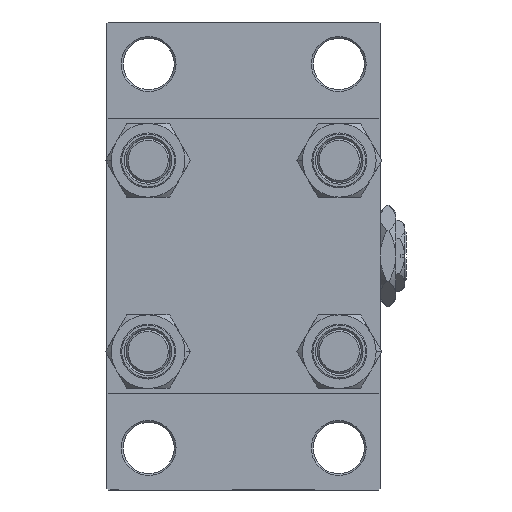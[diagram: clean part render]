
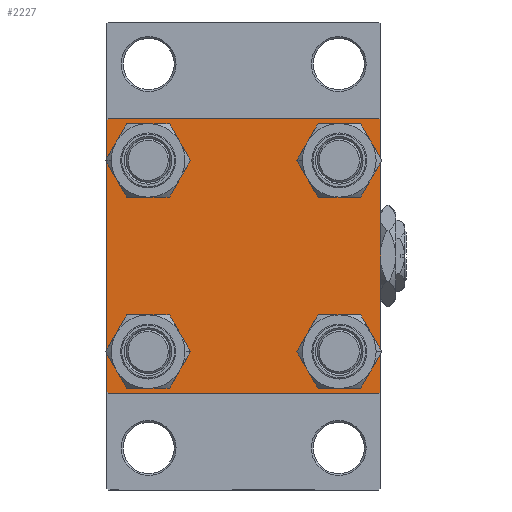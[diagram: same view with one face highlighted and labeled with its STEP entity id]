
A CAD part, left-side view. The second image highlights one B-rep face of the part: STEP entity #2227.
In plain terms, the highlighted planar face has unit normal (-1, 0, 0).
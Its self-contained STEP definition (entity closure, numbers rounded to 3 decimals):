
#456 = VERTEX_POINT ( 'NONE', #3631 ) ;
#484 = ORIENTED_EDGE ( 'NONE', *, *, #31324, .T. ) ;
#764 = EDGE_CURVE ( 'NONE', #7256, #45429, #34396, .T. ) ;
#1050 = CARTESIAN_POINT ( 'NONE',  ( 0., 26.15, 26.15 ) ) ;
#1129 = AXIS2_PLACEMENT_3D ( 'NONE', #8424, #31650, #39254 ) ;
#1433 = EDGE_CURVE ( 'NONE', #46042, #2630, #11660, .T. ) ;
#1443 = CIRCLE ( 'NONE', #40174, 6.5 ) ;
#1638 = DIRECTION ( 'NONE',  ( 0., -1., 0. ) ) ;
#2027 = LINE ( 'NONE', #13884, #18511 ) ;
#2227 = ADVANCED_FACE ( 'NONE', ( #37603, #10301, #25945, #38337, #41372 ), #25686, .T. ) ;
#2326 = ORIENTED_EDGE ( 'NONE', *, *, #12886, .T. ) ;
#2630 = VERTEX_POINT ( 'NONE', #37957 ) ;
#2719 = DIRECTION ( 'NONE',  ( 0., 0., 1. ) ) ;
#3376 = DIRECTION ( 'NONE',  ( 0., -1., 0. ) ) ;
#3497 = CARTESIAN_POINT ( 'NONE',  ( 0., 37., -37.5 ) ) ;
#3631 = CARTESIAN_POINT ( 'NONE',  ( 0., 26.15, -19.65 ) ) ;
#3762 = EDGE_CURVE ( 'NONE', #456, #9853, #44683, .T. ) ;
#3776 = CARTESIAN_POINT ( 'NONE',  ( 0., 26.15, 26.15 ) ) ;
#4406 = AXIS2_PLACEMENT_3D ( 'NONE', #26311, #38455, #49319 ) ;
#5039 = ORIENTED_EDGE ( 'NONE', *, *, #43331, .F. ) ;
#5845 = CARTESIAN_POINT ( 'NONE',  ( 0., 37.25, -37.25 ) ) ;
#6830 = ORIENTED_EDGE ( 'NONE', *, *, #46069, .T. ) ;
#7256 = VERTEX_POINT ( 'NONE', #39991 ) ;
#8424 = CARTESIAN_POINT ( 'NONE',  ( 0., 26.15, -26.15 ) ) ;
#8798 = AXIS2_PLACEMENT_3D ( 'NONE', #3776, #26982, #34834 ) ;
#8962 = CARTESIAN_POINT ( 'NONE',  ( 0., -37., 37.5 ) ) ;
#9613 = DIRECTION ( 'NONE',  ( 0., 0.707, 0.707 ) ) ;
#9754 = ORIENTED_EDGE ( 'NONE', *, *, #33250, .T. ) ;
#9824 = EDGE_LOOP ( 'NONE', ( #484, #2326, #15433, #28080, #5039, #18351, #9925, #49766 ) ) ;
#9853 = VERTEX_POINT ( 'NONE', #37401 ) ;
#9925 = ORIENTED_EDGE ( 'NONE', *, *, #38521, .F. ) ;
#10301 = FACE_BOUND ( 'NONE', #29425, .T. ) ;
#10350 = CARTESIAN_POINT ( 'NONE',  ( 0., -26.15, -26.15 ) ) ;
#10754 = CARTESIAN_POINT ( 'NONE',  ( 0., -26.15, 32.65 ) ) ;
#11327 = VERTEX_POINT ( 'NONE', #13338 ) ;
#11660 = CIRCLE ( 'NONE', #4406, 6.5 ) ;
#12366 = ORIENTED_EDGE ( 'NONE', *, *, #3762, .T. ) ;
#12886 = EDGE_CURVE ( 'NONE', #39164, #12955, #35675, .T. ) ;
#12955 = VERTEX_POINT ( 'NONE', #3497 ) ;
#13234 = VECTOR ( 'NONE', #15197, 1000. ) ;
#13295 = AXIS2_PLACEMENT_3D ( 'NONE', #47220, #35363, #20193 ) ;
#13338 = CARTESIAN_POINT ( 'NONE',  ( 0., 37., 37.5 ) ) ;
#13442 = VECTOR ( 'NONE', #49577, 1000. ) ;
#13486 = CARTESIAN_POINT ( 'NONE',  ( 0., -26.15, 19.65 ) ) ;
#13884 = CARTESIAN_POINT ( 'NONE',  ( 0., -37.25, 37.25 ) ) ;
#14807 = VERTEX_POINT ( 'NONE', #27177 ) ;
#15197 = DIRECTION ( 'NONE',  ( 0., -0.707, 0.707 ) ) ;
#15433 = ORIENTED_EDGE ( 'NONE', *, *, #25695, .T. ) ;
#15530 = ORIENTED_EDGE ( 'NONE', *, *, #36225, .T. ) ;
#16527 = AXIS2_PLACEMENT_3D ( 'NONE', #21906, #37853, #2719 ) ;
#18174 = DIRECTION ( 'NONE',  ( 1., 0., 0. ) ) ;
#18351 = ORIENTED_EDGE ( 'NONE', *, *, #36062, .T. ) ;
#18511 = VECTOR ( 'NONE', #9613, 1000. ) ;
#20193 = DIRECTION ( 'NONE',  ( 0., 0., 1. ) ) ;
#20331 = CARTESIAN_POINT ( 'NONE',  ( 0., 37.5, -37.5 ) ) ;
#20829 = LINE ( 'NONE', #20331, #28561 ) ;
#21906 = CARTESIAN_POINT ( 'NONE',  ( 0., 0., 0. ) ) ;
#21912 = CARTESIAN_POINT ( 'NONE',  ( 0., -37.5, 37.5 ) ) ;
#21930 = ORIENTED_EDGE ( 'NONE', *, *, #47864, .T. ) ;
#22025 = DIRECTION ( 'NONE',  ( 1., 0., 0. ) ) ;
#22107 = DIRECTION ( 'NONE',  ( 0., 0.707, -0.707 ) ) ;
#22161 = LINE ( 'NONE', #21912, #37191 ) ;
#22662 = DIRECTION ( 'NONE',  ( 0., 0., -1. ) ) ;
#23780 = CIRCLE ( 'NONE', #47197, 6.5 ) ;
#24038 = DIRECTION ( 'NONE',  ( 0., -0.707, -0.707 ) ) ;
#24366 = ORIENTED_EDGE ( 'NONE', *, *, #26467, .T. ) ;
#24406 = CARTESIAN_POINT ( 'NONE',  ( 0., 37.5, -37. ) ) ;
#24714 = LINE ( 'NONE', #37558, #40103 ) ;
#25632 = VECTOR ( 'NONE', #24038, 1000. ) ;
#25686 = PLANE ( 'NONE',  #16527 ) ;
#25695 = EDGE_CURVE ( 'NONE', #12955, #7256, #20829, .T. ) ;
#25740 = DIRECTION ( 'NONE',  ( 0., 0., 1. ) ) ;
#25945 = FACE_BOUND ( 'NONE', #45887, .T. ) ;
#26311 = CARTESIAN_POINT ( 'NONE',  ( 0., -26.15, -26.15 ) ) ;
#26345 = CARTESIAN_POINT ( 'NONE',  ( 0., 37.5, 37.5 ) ) ;
#26467 = EDGE_CURVE ( 'NONE', #14807, #36381, #48792, .T. ) ;
#26815 = LINE ( 'NONE', #38475, #13442 ) ;
#26827 = LINE ( 'NONE', #26345, #37819 ) ;
#26982 = DIRECTION ( 'NONE',  ( 1., 0., 0. ) ) ;
#27177 = CARTESIAN_POINT ( 'NONE',  ( 0., 26.15, 19.65 ) ) ;
#27340 = CARTESIAN_POINT ( 'NONE',  ( 0., -37.5, -37. ) ) ;
#27578 = EDGE_CURVE ( 'NONE', #42417, #44498, #27813, .T. ) ;
#27710 = ORIENTED_EDGE ( 'NONE', *, *, #27578, .T. ) ;
#27813 = CIRCLE ( 'NONE', #13295, 6.5 ) ;
#28080 = ORIENTED_EDGE ( 'NONE', *, *, #764, .T. ) ;
#28561 = VECTOR ( 'NONE', #1638, 1000. ) ;
#29067 = DIRECTION ( 'NONE',  ( 0., 0., 1. ) ) ;
#29417 = EDGE_LOOP ( 'NONE', ( #15530, #24366 ) ) ;
#29425 = EDGE_LOOP ( 'NONE', ( #46050, #6830 ) ) ;
#30077 = CARTESIAN_POINT ( 'NONE',  ( 0., 26.15, -26.15 ) ) ;
#30419 = CARTESIAN_POINT ( 'NONE',  ( 0., 26.15, 32.65 ) ) ;
#31324 = EDGE_CURVE ( 'NONE', #44927, #39164, #26815, .T. ) ;
#31650 = DIRECTION ( 'NONE',  ( 1., 0., 0. ) ) ;
#31848 = DIRECTION ( 'NONE',  ( 0., 0., 1. ) ) ;
#31852 = EDGE_CURVE ( 'NONE', #11327, #44927, #24714, .T. ) ;
#32513 = CIRCLE ( 'NONE', #47051, 6.5 ) ;
#33250 = EDGE_CURVE ( 'NONE', #9853, #456, #1443, .T. ) ;
#33371 = DIRECTION ( 'NONE',  ( 1., 0., 0. ) ) ;
#33398 = CARTESIAN_POINT ( 'NONE',  ( 0., -26.15, 26.15 ) ) ;
#33920 = DIRECTION ( 'NONE',  ( 0., 0., 1. ) ) ;
#34396 = LINE ( 'NONE', #49802, #13234 ) ;
#34834 = DIRECTION ( 'NONE',  ( 0., 0., 1. ) ) ;
#35363 = DIRECTION ( 'NONE',  ( 1., 0., 0. ) ) ;
#35675 = LINE ( 'NONE', #5845, #25632 ) ;
#35909 = VERTEX_POINT ( 'NONE', #42229 ) ;
#36062 = EDGE_CURVE ( 'NONE', #35909, #39516, #2027, .T. ) ;
#36225 = EDGE_CURVE ( 'NONE', #36381, #14807, #38671, .T. ) ;
#36381 = VERTEX_POINT ( 'NONE', #30419 ) ;
#36869 = EDGE_LOOP ( 'NONE', ( #21930, #27710 ) ) ;
#37191 = VECTOR ( 'NONE', #22662, 1000. ) ;
#37401 = CARTESIAN_POINT ( 'NONE',  ( 0., 26.15, -32.65 ) ) ;
#37558 = CARTESIAN_POINT ( 'NONE',  ( 0., 37.25, 37.25 ) ) ;
#37603 = FACE_BOUND ( 'NONE', #36869, .T. ) ;
#37819 = VECTOR ( 'NONE', #3376, 1000. ) ;
#37853 = DIRECTION ( 'NONE',  ( -1., 0., 0. ) ) ;
#37957 = CARTESIAN_POINT ( 'NONE',  ( 0., -26.15, -32.65 ) ) ;
#38337 = FACE_BOUND ( 'NONE', #29417, .T. ) ;
#38455 = DIRECTION ( 'NONE',  ( 1., 0., 0. ) ) ;
#38475 = CARTESIAN_POINT ( 'NONE',  ( 0., 37.5, 37.5 ) ) ;
#38521 = EDGE_CURVE ( 'NONE', #11327, #39516, #26827, .T. ) ;
#38671 = CIRCLE ( 'NONE', #8798, 6.5 ) ;
#39164 = VERTEX_POINT ( 'NONE', #24406 ) ;
#39254 = DIRECTION ( 'NONE',  ( 0., 0., 1. ) ) ;
#39516 = VERTEX_POINT ( 'NONE', #8962 ) ;
#39991 = CARTESIAN_POINT ( 'NONE',  ( 0., -37., -37.5 ) ) ;
#40103 = VECTOR ( 'NONE', #22107, 1000. ) ;
#40174 = AXIS2_PLACEMENT_3D ( 'NONE', #30077, #33371, #29067 ) ;
#41372 = FACE_OUTER_BOUND ( 'NONE', #9824, .T. ) ;
#42229 = CARTESIAN_POINT ( 'NONE',  ( 0., -37.5, 37. ) ) ;
#42240 = DIRECTION ( 'NONE',  ( 1., 0., 0. ) ) ;
#42417 = VERTEX_POINT ( 'NONE', #13486 ) ;
#43331 = EDGE_CURVE ( 'NONE', #35909, #45429, #22161, .T. ) ;
#44498 = VERTEX_POINT ( 'NONE', #10754 ) ;
#44683 = CIRCLE ( 'NONE', #1129, 6.5 ) ;
#44747 = AXIS2_PLACEMENT_3D ( 'NONE', #1050, #42240, #31848 ) ;
#44927 = VERTEX_POINT ( 'NONE', #45430 ) ;
#45429 = VERTEX_POINT ( 'NONE', #27340 ) ;
#45430 = CARTESIAN_POINT ( 'NONE',  ( 0., 37.5, 37. ) ) ;
#45887 = EDGE_LOOP ( 'NONE', ( #12366, #9754 ) ) ;
#46042 = VERTEX_POINT ( 'NONE', #49742 ) ;
#46050 = ORIENTED_EDGE ( 'NONE', *, *, #1433, .T. ) ;
#46069 = EDGE_CURVE ( 'NONE', #2630, #46042, #32513, .T. ) ;
#47051 = AXIS2_PLACEMENT_3D ( 'NONE', #10350, #18174, #25740 ) ;
#47197 = AXIS2_PLACEMENT_3D ( 'NONE', #33398, #22025, #33920 ) ;
#47220 = CARTESIAN_POINT ( 'NONE',  ( 0., -26.15, 26.15 ) ) ;
#47864 = EDGE_CURVE ( 'NONE', #44498, #42417, #23780, .T. ) ;
#48792 = CIRCLE ( 'NONE', #44747, 6.5 ) ;
#49319 = DIRECTION ( 'NONE',  ( 0., 0., 1. ) ) ;
#49577 = DIRECTION ( 'NONE',  ( 0., 0., -1. ) ) ;
#49742 = CARTESIAN_POINT ( 'NONE',  ( 0., -26.15, -19.65 ) ) ;
#49766 = ORIENTED_EDGE ( 'NONE', *, *, #31852, .T. ) ;
#49802 = CARTESIAN_POINT ( 'NONE',  ( 0., -37.25, -37.25 ) ) ;
